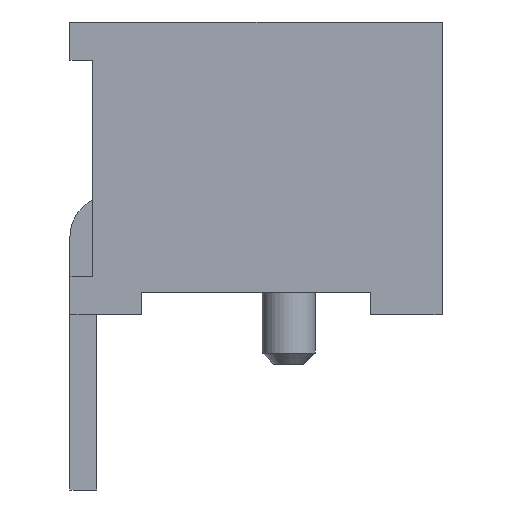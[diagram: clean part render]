
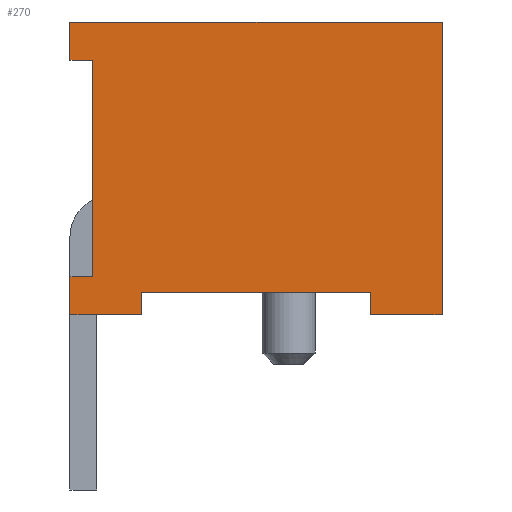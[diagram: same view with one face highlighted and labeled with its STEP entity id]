
A CAD part, left-side view. The second image highlights one B-rep face of the part: STEP entity #270.
In plain terms, the highlighted planar face has unit normal (-1, 0, 0).
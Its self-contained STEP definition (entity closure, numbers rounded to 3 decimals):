
#94=FACE_OUTER_BOUND('',#627,.T.);
#270=ADVANCED_FACE('',(#94),#450,.F.);
#450=PLANE('',#3599);
#627=EDGE_LOOP('',(#1153,#1154,#1155,#1156,#1157,#1158,#1159,#1160,#1161,
#1162,#1163,#1164));
#1153=ORIENTED_EDGE('',*,*,#2366,.F.);
#1154=ORIENTED_EDGE('',*,*,#2374,.T.);
#1155=ORIENTED_EDGE('',*,*,#2326,.T.);
#1156=ORIENTED_EDGE('',*,*,#2423,.T.);
#1157=ORIENTED_EDGE('',*,*,#2400,.F.);
#1158=ORIENTED_EDGE('',*,*,#2416,.T.);
#1159=ORIENTED_EDGE('',*,*,#2424,.T.);
#1160=ORIENTED_EDGE('',*,*,#2315,.T.);
#1161=ORIENTED_EDGE('',*,*,#2425,.T.);
#1162=ORIENTED_EDGE('',*,*,#2408,.T.);
#1163=ORIENTED_EDGE('',*,*,#2220,.T.);
#1164=ORIENTED_EDGE('',*,*,#2420,.F.);
#1884=VERTEX_POINT('',#4806);
#1885=VERTEX_POINT('',#4808);
#1977=VERTEX_POINT('',#4997);
#1978=VERTEX_POINT('',#4999);
#1986=VERTEX_POINT('',#5018);
#1987=VERTEX_POINT('',#5020);
#2011=VERTEX_POINT('',#5087);
#2014=VERTEX_POINT('',#5092);
#2030=VERTEX_POINT('',#5151);
#2032=VERTEX_POINT('',#5155);
#2037=VERTEX_POINT('',#5171);
#2040=VERTEX_POINT('',#5186);
#2220=EDGE_CURVE('',#1885,#1884,#2717,.T.);
#2315=EDGE_CURVE('',#1978,#1977,#2806,.T.);
#2326=EDGE_CURVE('',#1987,#1986,#2817,.T.);
#2366=EDGE_CURVE('',#2014,#2011,#2857,.T.);
#2374=EDGE_CURVE('',#2014,#1987,#2865,.T.);
#2400=EDGE_CURVE('',#2032,#2030,#2891,.T.);
#2408=EDGE_CURVE('',#2037,#1885,#2899,.T.);
#2416=EDGE_CURVE('',#2032,#2040,#2907,.T.);
#2420=EDGE_CURVE('',#2011,#1884,#2911,.T.);
#2423=EDGE_CURVE('',#1986,#2030,#2914,.T.);
#2424=EDGE_CURVE('',#2040,#1978,#2915,.T.);
#2425=EDGE_CURVE('',#1977,#2037,#2916,.T.);
#2717=LINE('',#4807,#3154);
#2806=LINE('',#4998,#3243);
#2817=LINE('',#5019,#3254);
#2857=LINE('',#5093,#3294);
#2865=LINE('',#5108,#3302);
#2891=LINE('',#5156,#3328);
#2899=LINE('',#5172,#3336);
#2907=LINE('',#5187,#3344);
#2911=LINE('',#5194,#3348);
#2914=LINE('',#5199,#3351);
#2915=LINE('',#5200,#3352);
#2916=LINE('',#5201,#3353);
#3154=VECTOR('',#3846,1.);
#3243=VECTOR('',#3953,1.);
#3254=VECTOR('',#3966,1.);
#3294=VECTOR('',#4018,1.);
#3302=VECTOR('',#4032,1.);
#3328=VECTOR('',#4074,1.);
#3336=VECTOR('',#4088,1.);
#3344=VECTOR('',#4104,1.);
#3348=VECTOR('',#4110,1.);
#3351=VECTOR('',#4117,1.);
#3352=VECTOR('',#4118,1.);
#3353=VECTOR('',#4119,1.);
#3599=AXIS2_PLACEMENT_3D('',#5202,#4120,#4121);
#3846=DIRECTION('',(0.,0.,1.));
#3953=DIRECTION('',(0.,-1.,0.));
#3966=DIRECTION('',(0.,0.,-1.));
#4018=DIRECTION('',(0.,0.,1.));
#4032=DIRECTION('',(0.,-1.,0.));
#4074=DIRECTION('',(0.,0.,1.));
#4088=DIRECTION('',(0.,-1.,0.));
#4104=DIRECTION('',(0.,-1.,0.));
#4110=DIRECTION('',(0.,-1.,0.));
#4117=DIRECTION('',(0.,1.,0.));
#4118=DIRECTION('',(0.,0.,1.));
#4119=DIRECTION('',(0.,0.,-1.));
#4120=DIRECTION('',(1.,0.,0.));
#4121=DIRECTION('',(0.,0.,-1.));
#4806=CARTESIAN_POINT('',(-6.575,4.31,3.285));
#4807=CARTESIAN_POINT('',(-6.575,4.31,-0.565));
#4808=CARTESIAN_POINT('',(-6.575,4.31,-0.565));
#4997=CARTESIAN_POINT('',(-6.575,5.25,-0.265));
#4998=CARTESIAN_POINT('',(-6.575,8.26,-0.265));
#4999=CARTESIAN_POINT('',(-6.575,8.26,-0.265));
#5018=CARTESIAN_POINT('',(-6.575,8.9,-0.065));
#5019=CARTESIAN_POINT('',(-6.575,8.9,2.785));
#5020=CARTESIAN_POINT('',(-6.575,8.9,2.785));
#5087=CARTESIAN_POINT('',(-6.575,9.2,3.285));
#5092=CARTESIAN_POINT('',(-6.575,9.2,2.785));
#5093=CARTESIAN_POINT('',(-6.575,9.2,-0.565));
#5108=CARTESIAN_POINT('',(-6.575,9.2,2.785));
#5151=CARTESIAN_POINT('',(-6.575,9.2,-0.065));
#5155=CARTESIAN_POINT('',(-6.575,9.2,-0.565));
#5156=CARTESIAN_POINT('',(-6.575,9.2,-0.565));
#5171=CARTESIAN_POINT('',(-6.575,5.25,-0.565));
#5172=CARTESIAN_POINT('',(-6.575,9.2,-0.565));
#5186=CARTESIAN_POINT('',(-6.575,8.26,-0.565));
#5187=CARTESIAN_POINT('',(-6.575,9.2,-0.565));
#5194=CARTESIAN_POINT('',(-6.575,9.2,3.285));
#5199=CARTESIAN_POINT('',(-6.575,8.9,-0.065));
#5200=CARTESIAN_POINT('',(-6.575,8.26,-0.565));
#5201=CARTESIAN_POINT('',(-6.575,5.25,-0.265));
#5202=CARTESIAN_POINT('',(-6.575,9.2,-0.565));
